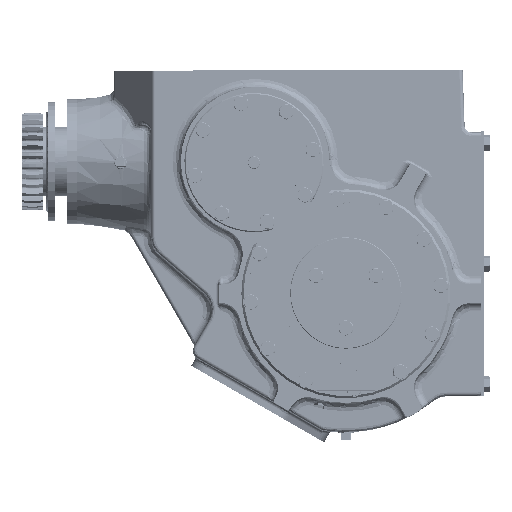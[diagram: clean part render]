
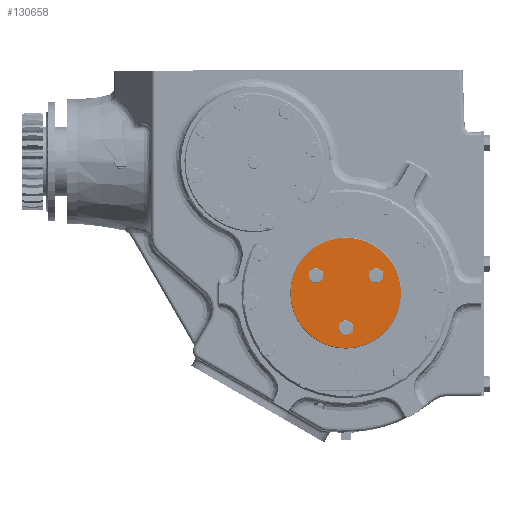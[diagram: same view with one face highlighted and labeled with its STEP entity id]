
A CAD part, top view. The second image highlights one B-rep face of the part: STEP entity #130658.
In plain terms, the highlighted face is planar.
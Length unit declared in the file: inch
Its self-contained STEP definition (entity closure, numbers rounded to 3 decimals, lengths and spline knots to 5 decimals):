
#1010 = CARTESIAN_POINT ( 'NONE',  ( -0.2655, 1.875, 0. ) ) ;
#2374 = EDGE_CURVE ( 'NONE', #142274, #113895, #172755, .T. ) ;
#3463 = FACE_BOUND ( 'NONE', #74170, .T. ) ;
#6334 = CARTESIAN_POINT ( 'NONE',  ( 0., -2.97, 0. ) ) ;
#6583 = EDGE_CURVE ( 'NONE', #113895, #142274, #188084, .T. ) ;
#7336 = ORIENTED_EDGE ( 'NONE', *, *, #125813, .F. ) ;
#7877 = AXIS2_PLACEMENT_3D ( 'NONE', #15498, #121445, #30687 ) ;
#8019 = EDGE_CURVE ( 'NONE', #178322, #48118, #97757, .T. ) ;
#10287 = CARTESIAN_POINT ( 'NONE',  ( -1.6238, -0.9375, 0. ) ) ;
#11797 = ORIENTED_EDGE ( 'NONE', *, *, #117629, .F. ) ;
#14049 = ORIENTED_EDGE ( 'NONE', *, *, #8019, .F. ) ;
#14111 = CARTESIAN_POINT ( 'NONE',  ( -1.8893, -0.9375, 0. ) ) ;
#15498 = CARTESIAN_POINT ( 'NONE',  ( 0., 1.875, 0. ) ) ;
#22172 = DIRECTION ( 'NONE',  ( 0., 0., -1. ) ) ;
#24626 = DIRECTION ( 'NONE',  ( 0., 0., -1. ) ) ;
#27106 = CIRCLE ( 'NONE', #191932, 2.97 ) ;
#28112 = AXIS2_PLACEMENT_3D ( 'NONE', #10287, #146745, #71218 ) ;
#29013 = EDGE_LOOP ( 'NONE', ( #7336, #111842 ) ) ;
#29726 = VERTEX_POINT ( 'NONE', #1010 ) ;
#30687 = DIRECTION ( 'NONE',  ( -1., 0., 0. ) ) ;
#31149 = EDGE_CURVE ( 'NONE', #48118, #178322, #27106, .T. ) ;
#32727 = AXIS2_PLACEMENT_3D ( 'NONE', #115378, #24626, #130669 ) ;
#38434 = DIRECTION ( 'NONE',  ( 0., 0., 1. ) ) ;
#38887 = AXIS2_PLACEMENT_3D ( 'NONE', #166302, #76970, #182760 ) ;
#40720 = CARTESIAN_POINT ( 'NONE',  ( -1.3583, -0.9375, 0. ) ) ;
#42416 = CARTESIAN_POINT ( 'NONE',  ( -1.6238, -0.9375, 0. ) ) ;
#43719 = FACE_BOUND ( 'NONE', #29013, .T. ) ;
#46872 = AXIS2_PLACEMENT_3D ( 'NONE', #112923, #22172, #128203 ) ;
#48118 = VERTEX_POINT ( 'NONE', #6334 ) ;
#52830 = CARTESIAN_POINT ( 'NONE',  ( 1.3583, -0.9375, 0. ) ) ;
#62853 = DIRECTION ( 'NONE',  ( 0., -1., 0. ) ) ;
#62957 = ORIENTED_EDGE ( 'NONE', *, *, #31149, .F. ) ;
#64195 = CARTESIAN_POINT ( 'NONE',  ( 1.6238, -0.9375, 0. ) ) ;
#67250 = ORIENTED_EDGE ( 'NONE', *, *, #6583, .F. ) ;
#71218 = DIRECTION ( 'NONE',  ( -1., 0., 0. ) ) ;
#71602 = DIRECTION ( 'NONE',  ( 0., 0., -1. ) ) ;
#73776 = EDGE_LOOP ( 'NONE', ( #67250, #90489 ) ) ;
#74170 = EDGE_LOOP ( 'NONE', ( #152186, #11797 ) ) ;
#76970 = DIRECTION ( 'NONE',  ( 0., 0., 1. ) ) ;
#79435 = DIRECTION ( 'NONE',  ( -1., 0., 0. ) ) ;
#81503 = VERTEX_POINT ( 'NONE', #52830 ) ;
#90489 = ORIENTED_EDGE ( 'NONE', *, *, #2374, .F. ) ;
#91197 = CARTESIAN_POINT ( 'NONE',  ( 0., 2.97, 0. ) ) ;
#95253 = CARTESIAN_POINT ( 'NONE',  ( 0., 0., 0. ) ) ;
#97757 = CIRCLE ( 'NONE', #131833, 2.97 ) ;
#103857 = EDGE_LOOP ( 'NONE', ( #62957, #14049 ) ) ;
#109997 = AXIS2_PLACEMENT_3D ( 'NONE', #42416, #71602, #141908 ) ;
#111842 = ORIENTED_EDGE ( 'NONE', *, *, #132649, .F. ) ;
#112923 = CARTESIAN_POINT ( 'NONE',  ( 1.6238, -0.9375, 0. ) ) ;
#113895 = VERTEX_POINT ( 'NONE', #14111 ) ;
#115324 = AXIS2_PLACEMENT_3D ( 'NONE', #64195, #170035, #79435 ) ;
#115378 = CARTESIAN_POINT ( 'NONE',  ( 0., 1.875, 0. ) ) ;
#117055 = EDGE_CURVE ( 'NONE', #81503, #142596, #186192, .T. ) ;
#117629 = EDGE_CURVE ( 'NONE', #142596, #81503, #174229, .T. ) ;
#121445 = DIRECTION ( 'NONE',  ( 0., 0., -1. ) ) ;
#125813 = EDGE_CURVE ( 'NONE', #29726, #181698, #143403, .T. ) ;
#128203 = DIRECTION ( 'NONE',  ( -1., 0., 0. ) ) ;
#129197 = CARTESIAN_POINT ( 'NONE',  ( 0., 0., 0. ) ) ;
#130658 = ADVANCED_FACE ( 'NONE', ( #43719, #164574, #3463, #159888 ), #137239, .F. ) ;
#130669 = DIRECTION ( 'NONE',  ( -1., 0., 0. ) ) ;
#131833 = AXIS2_PLACEMENT_3D ( 'NONE', #95253, #187956, #62853 ) ;
#132649 = EDGE_CURVE ( 'NONE', #181698, #29726, #184358, .T. ) ;
#137239 = PLANE ( 'NONE',  #38887 ) ;
#138616 = CARTESIAN_POINT ( 'NONE',  ( 1.8893, -0.9375, 0. ) ) ;
#141908 = DIRECTION ( 'NONE',  ( -1., 0., 0. ) ) ;
#142274 = VERTEX_POINT ( 'NONE', #40720 ) ;
#142596 = VERTEX_POINT ( 'NONE', #138616 ) ;
#143403 = CIRCLE ( 'NONE', #7877, 0.2655 ) ;
#144458 = DIRECTION ( 'NONE',  ( 0., -1., 0. ) ) ;
#146745 = DIRECTION ( 'NONE',  ( 0., 0., -1. ) ) ;
#152186 = ORIENTED_EDGE ( 'NONE', *, *, #117055, .F. ) ;
#159888 = FACE_OUTER_BOUND ( 'NONE', #103857, .T. ) ;
#164574 = FACE_BOUND ( 'NONE', #73776, .T. ) ;
#166302 = CARTESIAN_POINT ( 'NONE',  ( 0., 0., 0. ) ) ;
#170035 = DIRECTION ( 'NONE',  ( 0., 0., -1. ) ) ;
#170243 = CARTESIAN_POINT ( 'NONE',  ( 0.2655, 1.875, 0. ) ) ;
#172755 = CIRCLE ( 'NONE', #28112, 0.2655 ) ;
#174229 = CIRCLE ( 'NONE', #46872, 0.2655 ) ;
#178322 = VERTEX_POINT ( 'NONE', #91197 ) ;
#181698 = VERTEX_POINT ( 'NONE', #170243 ) ;
#182760 = DIRECTION ( 'NONE',  ( 1., 0., 0. ) ) ;
#184358 = CIRCLE ( 'NONE', #32727, 0.2655 ) ;
#186192 = CIRCLE ( 'NONE', #115324, 0.2655 ) ;
#187956 = DIRECTION ( 'NONE',  ( 0., 0., 1. ) ) ;
#188084 = CIRCLE ( 'NONE', #109997, 0.2655 ) ;
#191932 = AXIS2_PLACEMENT_3D ( 'NONE', #129197, #38434, #144458 ) ;
